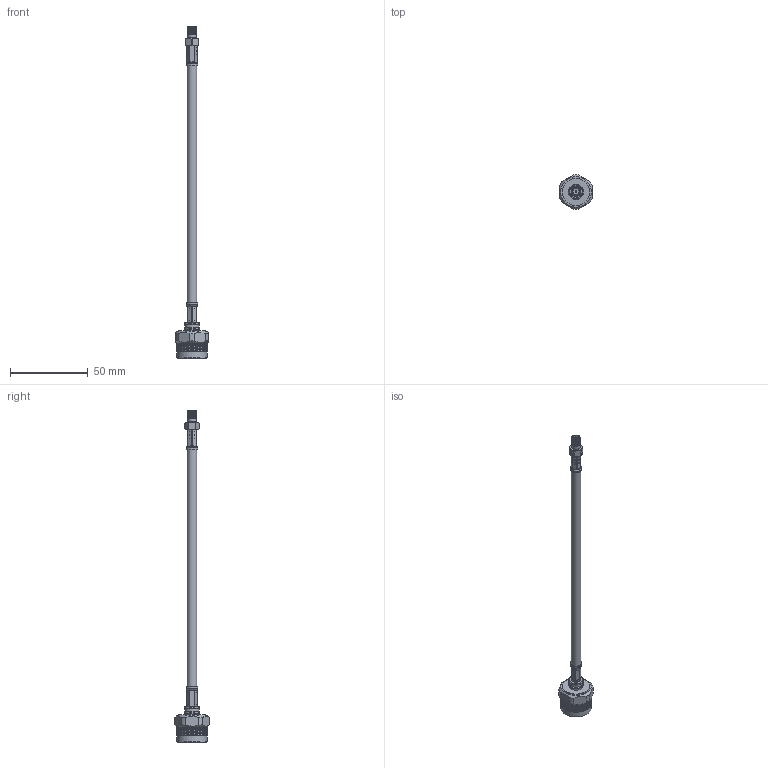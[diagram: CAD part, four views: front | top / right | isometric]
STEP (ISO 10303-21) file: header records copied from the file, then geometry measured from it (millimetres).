
FILE_DESCRIPTION (( 'STEP AP203' ), '1' );
FILE_NAME ('PE3C5763LF_3D.step', '2021-09-24T15:13:21', ( '' ), ( '' ), 'SwSTEP 2.0', 'SolidWorks 2021', '' );
FILE_SCHEMA (( 'CONFIG_CONTROL_DESIGN' ));
Length unit declared in the file: inch
Products named in the file (4): TC-240-NMH-X^PE3C5763LF_Crimped; LMR240^PE3C5763LF_LMR-240; PE44639^PE3C5763LF_Crimped; PE3C5763LF_3D
Assembly tree (3 placements, depth 2):
  PE3C5763LF_3D
    LMR240^PE3C5763LF_LMR-240
    PE44639^PE3C5763LF_Crimped
    TC-240-NMH-X^PE3C5763LF_Crimped
Bounding box: 20.62 x 22.22 x 213.13 mm (x, y, z)
Volume: 9666 mm3; surface area: 8238.2 mm2
Topology: 7 solids, 7 shells, 2385 faces, 5215 edges, 2868 vertices
Faces by surface type: bspline 1691, cylinder 530, plane 115, cone 46, torus 3
Full cylindrical faces by diameter (mm): 0.366 x1, 0.61 x2, 0.94 x1, 1.016 x1, 1.021 x1, 1.194 x2, 1.265 x2, 1.524 x1, 2.54 x1, 4.04 x1, 4.191 x1, 4.572 x1, 5.27 x2, 5.37 x1, 5.436 x3, 5.588 x2, 5.6 x1, 6.096 x1, 6.502 x2, 6.909 x1, 7.518 x2, 8.255 x1, 9.022 x2, 9.722 x2, 15.875 x6, 17.418 x1, 19.69 x2
Entity records: 85677 total; most frequent: CARTESIAN_POINT 52714, ORIENTED_EDGE 10222, EDGE_CURVE 5111, VERTEX_POINT 2832, EDGE_LOOP 2473, FACE_OUTER_BOUND 2426, ADVANCED_FACE 2379, DIRECTION 2301
